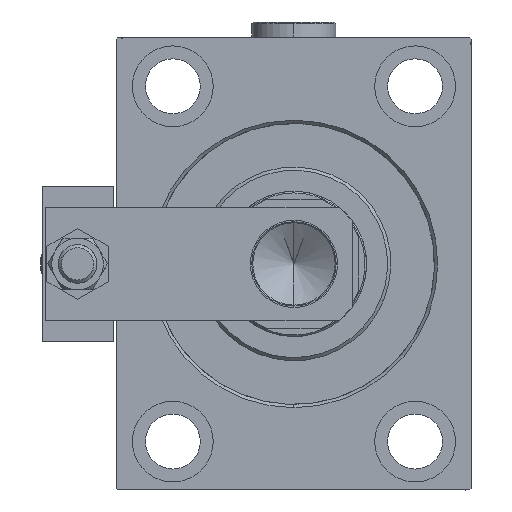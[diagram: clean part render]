
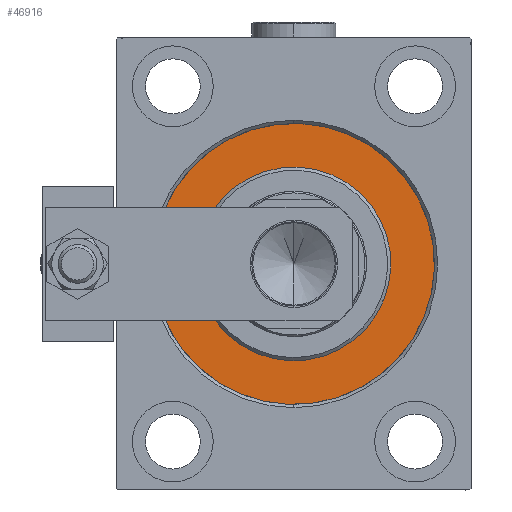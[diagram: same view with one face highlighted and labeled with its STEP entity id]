
A CAD part, left-side view. The second image highlights one B-rep face of the part: STEP entity #46916.
In plain terms, the highlighted face is planar.
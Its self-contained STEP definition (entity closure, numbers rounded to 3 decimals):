
#2221 = DIRECTION ( 'NONE',  ( 1., 0., 0. ) ) ;
#2771 = EDGE_CURVE ( 'NONE', #9111, #36885, #32137, .T. ) ;
#3832 = CARTESIAN_POINT ( 'NONE',  ( 0., 0., 0. ) ) ;
#4345 = CARTESIAN_POINT ( 'NONE',  ( 0., 0., 43.5 ) ) ;
#4358 = DIRECTION ( 'NONE',  ( -1., 0., 0. ) ) ;
#4402 = EDGE_LOOP ( 'NONE', ( #12042, #9240 ) ) ;
#8087 = CARTESIAN_POINT ( 'NONE',  ( 0., 0., 0. ) ) ;
#9111 = VERTEX_POINT ( 'NONE', #12659 ) ;
#9240 = ORIENTED_EDGE ( 'NONE', *, *, #49785, .F. ) ;
#12042 = ORIENTED_EDGE ( 'NONE', *, *, #12553, .F. ) ;
#12553 = EDGE_CURVE ( 'NONE', #23118, #30490, #39966, .T. ) ;
#12659 = CARTESIAN_POINT ( 'NONE',  ( 0., 0., 30. ) ) ;
#12796 = CARTESIAN_POINT ( 'NONE',  ( 0., 0., 0. ) ) ;
#14676 = CARTESIAN_POINT ( 'NONE',  ( 0., 0., 0. ) ) ;
#14982 = EDGE_LOOP ( 'NONE', ( #27912, #23664 ) ) ;
#15349 = EDGE_CURVE ( 'NONE', #36885, #9111, #50998, .T. ) ;
#16017 = DIRECTION ( 'NONE',  ( 0., 0., -1. ) ) ;
#16508 = FACE_BOUND ( 'NONE', #14982, .T. ) ;
#17078 = AXIS2_PLACEMENT_3D ( 'NONE', #20293, #39448, #36497 ) ;
#18393 = DIRECTION ( 'NONE',  ( 0., 0., -1. ) ) ;
#20012 = DIRECTION ( 'NONE',  ( 1., 0., 0. ) ) ;
#20293 = CARTESIAN_POINT ( 'NONE',  ( 0., 0., 0. ) ) ;
#23118 = VERTEX_POINT ( 'NONE', #51732 ) ;
#23664 = ORIENTED_EDGE ( 'NONE', *, *, #15349, .F. ) ;
#24477 = AXIS2_PLACEMENT_3D ( 'NONE', #14676, #2221, #18393 ) ;
#24737 = CIRCLE ( 'NONE', #31546, 43.5 ) ;
#27912 = ORIENTED_EDGE ( 'NONE', *, *, #2771, .F. ) ;
#30490 = VERTEX_POINT ( 'NONE', #4345 ) ;
#31546 = AXIS2_PLACEMENT_3D ( 'NONE', #8087, #4358, #36744 ) ;
#32137 = CIRCLE ( 'NONE', #24477, 30. ) ;
#32461 = PLANE ( 'NONE',  #35003 ) ;
#32721 = DIRECTION ( 'NONE',  ( 0., 0., 1. ) ) ;
#35003 = AXIS2_PLACEMENT_3D ( 'NONE', #12796, #48624, #32721 ) ;
#36497 = DIRECTION ( 'NONE',  ( 0., 0., 1. ) ) ;
#36744 = DIRECTION ( 'NONE',  ( 0., 0., 1. ) ) ;
#36885 = VERTEX_POINT ( 'NONE', #45857 ) ;
#39448 = DIRECTION ( 'NONE',  ( -1., 0., 0. ) ) ;
#39966 = CIRCLE ( 'NONE', #17078, 43.5 ) ;
#44403 = FACE_OUTER_BOUND ( 'NONE', #4402, .T. ) ;
#45857 = CARTESIAN_POINT ( 'NONE',  ( 0., 0., -30. ) ) ;
#45943 = AXIS2_PLACEMENT_3D ( 'NONE', #3832, #20012, #16017 ) ;
#46916 = ADVANCED_FACE ( 'NONE', ( #16508, #44403 ), #32461, .F. ) ;
#48624 = DIRECTION ( 'NONE',  ( -1., 0., 0. ) ) ;
#49785 = EDGE_CURVE ( 'NONE', #30490, #23118, #24737, .T. ) ;
#50998 = CIRCLE ( 'NONE', #45943, 30. ) ;
#51732 = CARTESIAN_POINT ( 'NONE',  ( 0., 0., -43.5 ) ) ;
